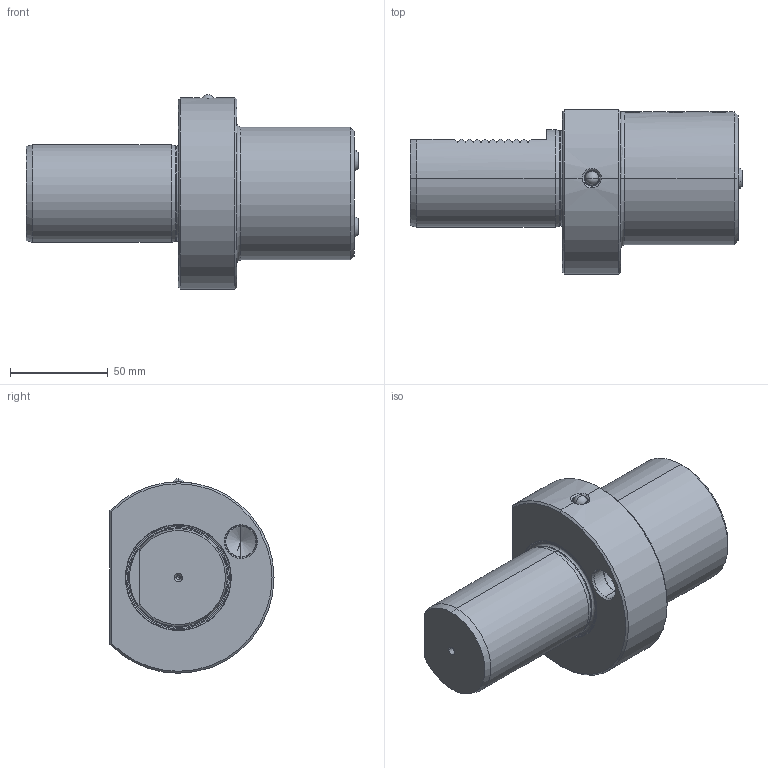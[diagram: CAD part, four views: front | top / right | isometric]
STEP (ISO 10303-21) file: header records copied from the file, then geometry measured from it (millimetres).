
FILE_DESCRIPTION (( 'STEP AP203' ), '1' );
FILE_NAME ('509.52.12.STEP', '2016-11-26T06:55:46', ( '' ), ( '' ), 'SwSTEP 2.0', 'SolidWorks 2012', '' );
FILE_SCHEMA (( 'CONFIG_CONTROL_DESIGN' ));
Products named in the file (7): 509.52.12; 出水銅嘴; M10xP1.5x20; 管螺文螺絲; 皿頭_M5; 8止水鉚珠; VDI50        E2_12
Assembly tree (10 placements, depth 2):
  509.52.12
    VDI50        E2_12
    8止水鉚珠
    M10xP1.5x20  x3
    管螺文螺絲
    皿頭_M5  x2
    出水銅嘴  x2
Bounding box: 170 x 84 x 99.6 mm (x, y, z)
Volume: 543373.2 mm3; surface area: 67467.6 mm2
Topology: 11 solids, 11 shells, 728 faces, 1977 edges, 1260 vertices
Faces by surface type: cylinder 366, cone 180, plane 110, bspline 55, torus 11, sphere 6
Entity records: 59745 total; most frequent: CARTESIAN_POINT 46217, ORIENTED_EDGE 3128, DIRECTION 2170, EDGE_CURVE 1564, VERTEX_POINT 996, AXIS2_PLACEMENT_3D 811, EDGE_LOOP 612, ADVANCED_FACE 588
